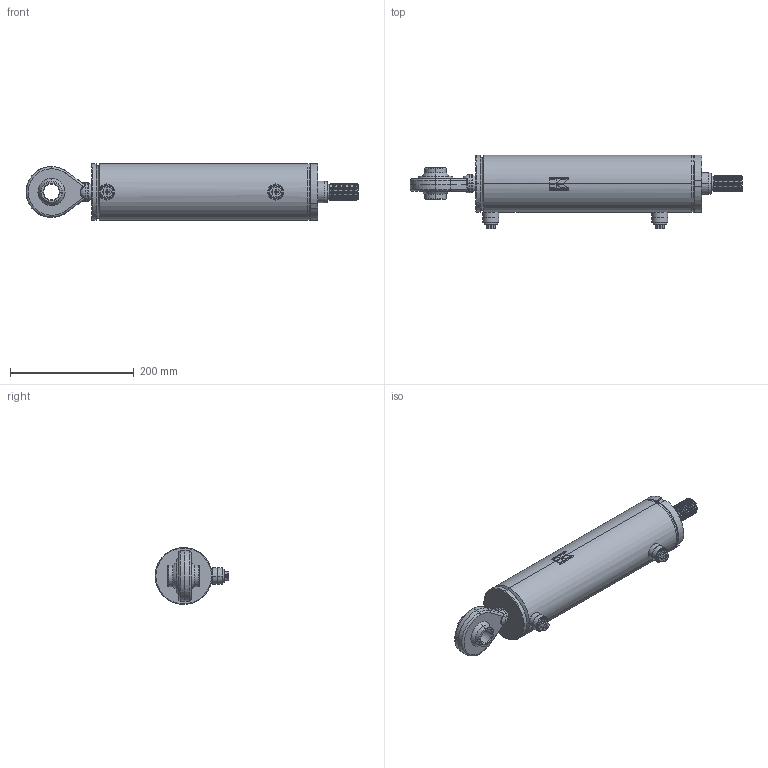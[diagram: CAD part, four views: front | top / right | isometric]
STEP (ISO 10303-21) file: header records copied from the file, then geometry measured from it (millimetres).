
FILE_DESCRIPTION (( 'STEP AP214' ), '1' );
FILE_NAME ('CFGCY0068737-Cylinder.step', '2024-10-04T13:44:05', ( '' ), ( '' ), 'SwSTEP 2.0', 'SolidWorks 2021', '' );
FILE_SCHEMA (( 'AUTOMOTIVE_DESIGN' ));
Length unit declared in the file: millimetre
Products named in the file (19): DS2908015; MATE-AID; CFGCY0068737-Cylinder; ATT-NONE; LSNM1615; KR25765D; KR25765D-EC; Rod-WA_Simplified; Rod_Simplified; Tube-MA_Simplified; DS2908013035VM_Simplified; DS2908013035_Simplified; SPM16M; Tube_Simplified; DS2908004_Simplified; DC3908001; DS2908004VM_Simplified; Tube-WA_Simplified
Assembly tree (18 placements, depth 4):
  MATE-AID
  CFGCY0068737-Cylinder
    Tube-WA_Simplified
      Tube-MA_Simplified
        Tube_Simplified
        LSNM1615
      LSNM1615
      DC3908001
        DC3908001
      KR25765D-EC
        KR25765D
    Rod-WA_Simplified
      Rod_Simplified
    DS2908013035VM_Simplified
      DS2908013035_Simplified
    DS2908004VM_Simplified
      DS2908004_Simplified
    DS2908015
    SPM16M  x2
  ATT-NONE
Bounding box: 537.25 x 119 x 92 mm (x, y, z)
Volume: 1656269.1 mm3; surface area: 357454.3 mm2
Topology: 12 solids, 12 shells, 474 faces, 1085 edges, 673 vertices
Faces by surface type: cylinder 174, plane 142, cone 92, torus 46, bspline 16, sphere 4
Entity records: 17147 total; most frequent: CARTESIAN_POINT 6725, DIRECTION 1891, ORIENTED_EDGE 1746, EDGE_CURVE 873, AXIS2_PLACEMENT_3D 767, VERTEX_POINT 541, EDGE_LOOP 436, FACE_OUTER_BOUND 386
